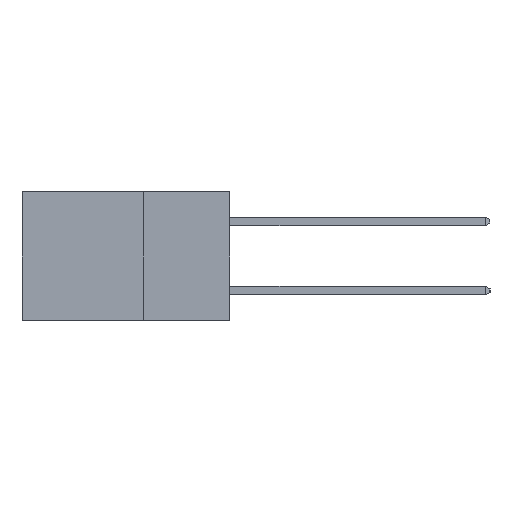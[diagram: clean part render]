
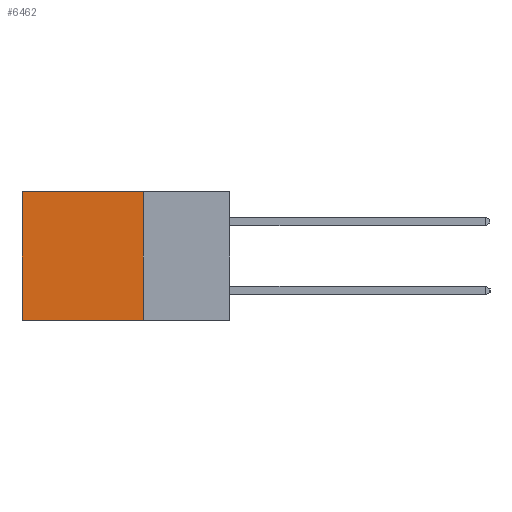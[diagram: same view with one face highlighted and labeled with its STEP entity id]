
A CAD part, left-side view. The second image highlights one B-rep face of the part: STEP entity #6462.
In plain terms, the highlighted planar face has unit normal (-1, 0, 0).
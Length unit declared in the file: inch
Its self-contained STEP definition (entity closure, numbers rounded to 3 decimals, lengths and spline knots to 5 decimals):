
#16 = VERTEX_POINT ( 'NONE', #860 ) ;
#119 = DIRECTION ( 'NONE',  ( 0., 0., -1. ) ) ;
#136 = DIRECTION ( 'NONE',  ( 0., 1., 0. ) ) ;
#176 = DIRECTION ( 'NONE',  ( 0., 1., 0. ) ) ;
#860 = CARTESIAN_POINT ( 'NONE',  ( 0.2615, 0.25, 0. ) ) ;
#986 = CARTESIAN_POINT ( 'NONE',  ( 0.2615, 0.25, -0.37 ) ) ;
#1345 = CARTESIAN_POINT ( 'NONE',  ( 0.2615, 0.6, -0.37 ) ) ;
#1626 = ORIENTED_EDGE ( 'NONE', *, *, #9502, .F. ) ;
#2273 = LINE ( 'NONE', #1345, #6578 ) ;
#2490 = VERTEX_POINT ( 'NONE', #7750 ) ;
#2750 = LINE ( 'NONE', #6043, #7186 ) ;
#2919 = EDGE_CURVE ( 'NONE', #6296, #2490, #2750, .T. ) ;
#3327 = CARTESIAN_POINT ( 'NONE',  ( 0.2615, 0.25, -0.37 ) ) ;
#4557 = ORIENTED_EDGE ( 'NONE', *, *, #9256, .T. ) ;
#4733 = ORIENTED_EDGE ( 'NONE', *, *, #2919, .F. ) ;
#5002 = DIRECTION ( 'NONE',  ( 0., 0., -1. ) ) ;
#5209 = FACE_OUTER_BOUND ( 'NONE', #6448, .T. ) ;
#5478 = DIRECTION ( 'NONE',  ( 1., 0., 0. ) ) ;
#6032 = LINE ( 'NONE', #7033, #8587 ) ;
#6043 = CARTESIAN_POINT ( 'NONE',  ( 0.2615, 0.25, -0.37 ) ) ;
#6296 = VERTEX_POINT ( 'NONE', #986 ) ;
#6448 = EDGE_LOOP ( 'NONE', ( #4557, #4733, #1626, #9638 ) ) ;
#6462 = ADVANCED_FACE ( 'NONE', ( #5209 ), #9279, .F. ) ;
#6578 = VECTOR ( 'NONE', #9086, 39.37008 ) ;
#6650 = EDGE_CURVE ( 'NONE', #16, #6840, #6032, .T. ) ;
#6840 = VERTEX_POINT ( 'NONE', #6976 ) ;
#6976 = CARTESIAN_POINT ( 'NONE',  ( 0.2615, 0.6, 0. ) ) ;
#7033 = CARTESIAN_POINT ( 'NONE',  ( 0.2615, 0.25, 0. ) ) ;
#7186 = VECTOR ( 'NONE', #136, 39.37008 ) ;
#7297 = LINE ( 'NONE', #3327, #8645 ) ;
#7750 = CARTESIAN_POINT ( 'NONE',  ( 0.2615, 0.6, -0.37 ) ) ;
#8538 = CARTESIAN_POINT ( 'NONE',  ( 0.2615, 0.25, -0.37 ) ) ;
#8587 = VECTOR ( 'NONE', #176, 39.37008 ) ;
#8645 = VECTOR ( 'NONE', #5002, 39.37008 ) ;
#8753 = AXIS2_PLACEMENT_3D ( 'NONE', #8538, #5478, #119 ) ;
#9086 = DIRECTION ( 'NONE',  ( 0., 0., -1. ) ) ;
#9256 = EDGE_CURVE ( 'NONE', #6840, #2490, #2273, .T. ) ;
#9279 = PLANE ( 'NONE',  #8753 ) ;
#9502 = EDGE_CURVE ( 'NONE', #16, #6296, #7297, .T. ) ;
#9638 = ORIENTED_EDGE ( 'NONE', *, *, #6650, .T. ) ;
